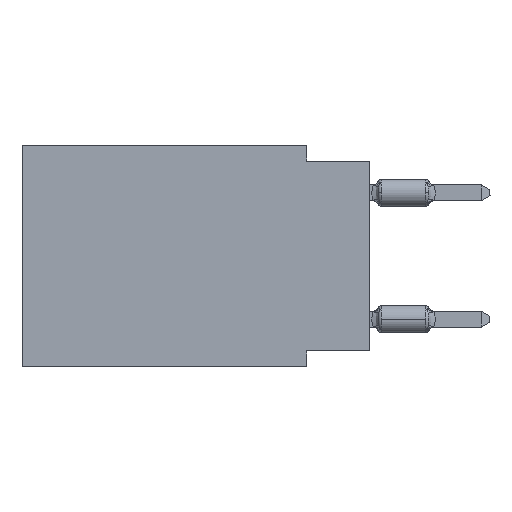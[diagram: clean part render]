
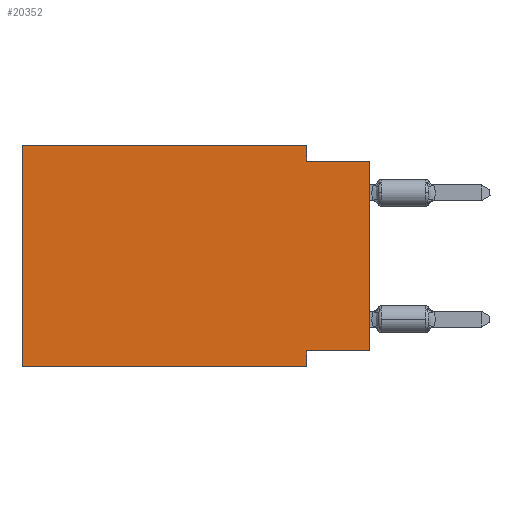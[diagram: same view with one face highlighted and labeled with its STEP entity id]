
A CAD part, left-side view. The second image highlights one B-rep face of the part: STEP entity #20352.
In plain terms, the highlighted planar face has unit normal (-1, 0, 0).
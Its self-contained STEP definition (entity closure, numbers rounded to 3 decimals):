
#692 = VERTEX_POINT ( 'NONE', #12524 ) ;
#1440 = LINE ( 'NONE', #8156, #5742 ) ;
#1784 = EDGE_CURVE ( 'NONE', #692, #13568, #13952, .T. ) ;
#1898 = VERTEX_POINT ( 'NONE', #9252 ) ;
#2373 = LINE ( 'NONE', #8990, #6802 ) ;
#2444 = ORIENTED_EDGE ( 'NONE', *, *, #13413, .F. ) ;
#2586 = VERTEX_POINT ( 'NONE', #7240 ) ;
#2661 = VERTEX_POINT ( 'NONE', #6145 ) ;
#3225 = VECTOR ( 'NONE', #15381, 1000. ) ;
#4444 = ORIENTED_EDGE ( 'NONE', *, *, #14504, .F. ) ;
#4725 = DIRECTION ( 'NONE',  ( 1., 0., 0. ) ) ;
#4911 = EDGE_CURVE ( 'NONE', #2586, #692, #13477, .T. ) ;
#5109 = DIRECTION ( 'NONE',  ( 0., 0., 1. ) ) ;
#5159 = CARTESIAN_POINT ( 'NONE',  ( 0., 0., -0.635 ) ) ;
#5502 = VECTOR ( 'NONE', #9101, 1000. ) ;
#5641 = CARTESIAN_POINT ( 'NONE',  ( 0., 13.97, -8.89 ) ) ;
#5690 = CARTESIAN_POINT ( 'NONE',  ( 0., 0., -0.635 ) ) ;
#5742 = VECTOR ( 'NONE', #14801, 1000. ) ;
#6036 = DIRECTION ( 'NONE',  ( 0., 1., 0. ) ) ;
#6145 = CARTESIAN_POINT ( 'NONE',  ( 0., 2.54, -8.255 ) ) ;
#6791 = VECTOR ( 'NONE', #7185, 1000. ) ;
#6802 = VECTOR ( 'NONE', #10412, 1000. ) ;
#6904 = CARTESIAN_POINT ( 'NONE',  ( 0., 13.97, 0. ) ) ;
#7185 = DIRECTION ( 'NONE',  ( 0., -1., 0. ) ) ;
#7240 = CARTESIAN_POINT ( 'NONE',  ( 0., 2.54, 0. ) ) ;
#7725 = VERTEX_POINT ( 'NONE', #10324 ) ;
#7838 = EDGE_CURVE ( 'NONE', #7725, #2586, #8899, .T. ) ;
#8156 = CARTESIAN_POINT ( 'NONE',  ( 0., 2.54, -8.89 ) ) ;
#8899 = LINE ( 'NONE', #14125, #13525 ) ;
#8990 = CARTESIAN_POINT ( 'NONE',  ( 0., 13.97, -8.89 ) ) ;
#9101 = DIRECTION ( 'NONE',  ( 0., 0., -1. ) ) ;
#9252 = CARTESIAN_POINT ( 'NONE',  ( 0., 2.54, -8.89 ) ) ;
#10107 = ORIENTED_EDGE ( 'NONE', *, *, #19952, .F. ) ;
#10277 = CARTESIAN_POINT ( 'NONE',  ( 0., 0., -8.255 ) ) ;
#10324 = CARTESIAN_POINT ( 'NONE',  ( 0., 13.97, 0. ) ) ;
#10402 = VERTEX_POINT ( 'NONE', #10277 ) ;
#10412 = DIRECTION ( 'NONE',  ( 0., -1., 0. ) ) ;
#10607 = ORIENTED_EDGE ( 'NONE', *, *, #7838, .F. ) ;
#11304 = VERTEX_POINT ( 'NONE', #5641 ) ;
#12028 = EDGE_LOOP ( 'NONE', ( #19779, #18305, #18913, #10607, #2444, #18258, #10107, #4444 ) ) ;
#12524 = CARTESIAN_POINT ( 'NONE',  ( 0., 2.54, -0.635 ) ) ;
#13390 = VECTOR ( 'NONE', #5109, 1000. ) ;
#13413 = EDGE_CURVE ( 'NONE', #11304, #7725, #13435, .T. ) ;
#13435 = LINE ( 'NONE', #6904, #3225 ) ;
#13477 = LINE ( 'NONE', #20106, #5502 ) ;
#13525 = VECTOR ( 'NONE', #20658, 1000. ) ;
#13568 = VERTEX_POINT ( 'NONE', #5690 ) ;
#13952 = LINE ( 'NONE', #5159, #6791 ) ;
#14005 = FACE_OUTER_BOUND ( 'NONE', #12028, .T. ) ;
#14106 = CARTESIAN_POINT ( 'NONE',  ( 0., 13.97, 0. ) ) ;
#14125 = CARTESIAN_POINT ( 'NONE',  ( 0., 13.97, 0. ) ) ;
#14504 = EDGE_CURVE ( 'NONE', #10402, #2661, #15827, .T. ) ;
#14801 = DIRECTION ( 'NONE',  ( 0., 0., -1. ) ) ;
#15381 = DIRECTION ( 'NONE',  ( 0., 0., 1. ) ) ;
#15520 = EDGE_CURVE ( 'NONE', #10402, #13568, #18594, .T. ) ;
#15827 = LINE ( 'NONE', #21063, #18866 ) ;
#17042 = PLANE ( 'NONE',  #17554 ) ;
#17554 = AXIS2_PLACEMENT_3D ( 'NONE', #14106, #4725, #20852 ) ;
#18258 = ORIENTED_EDGE ( 'NONE', *, *, #20347, .T. ) ;
#18268 = CARTESIAN_POINT ( 'NONE',  ( 0., 0., 0. ) ) ;
#18305 = ORIENTED_EDGE ( 'NONE', *, *, #1784, .F. ) ;
#18594 = LINE ( 'NONE', #18268, #13390 ) ;
#18866 = VECTOR ( 'NONE', #6036, 1000. ) ;
#18913 = ORIENTED_EDGE ( 'NONE', *, *, #4911, .F. ) ;
#19779 = ORIENTED_EDGE ( 'NONE', *, *, #15520, .T. ) ;
#19952 = EDGE_CURVE ( 'NONE', #2661, #1898, #1440, .T. ) ;
#20106 = CARTESIAN_POINT ( 'NONE',  ( 0., 2.54, 0. ) ) ;
#20347 = EDGE_CURVE ( 'NONE', #11304, #1898, #2373, .T. ) ;
#20352 = ADVANCED_FACE ( 'NONE', ( #14005 ), #17042, .F. ) ;
#20658 = DIRECTION ( 'NONE',  ( 0., -1., 0. ) ) ;
#20852 = DIRECTION ( 'NONE',  ( 0., 0., -1. ) ) ;
#21063 = CARTESIAN_POINT ( 'NONE',  ( 0., 0., -8.255 ) ) ;
